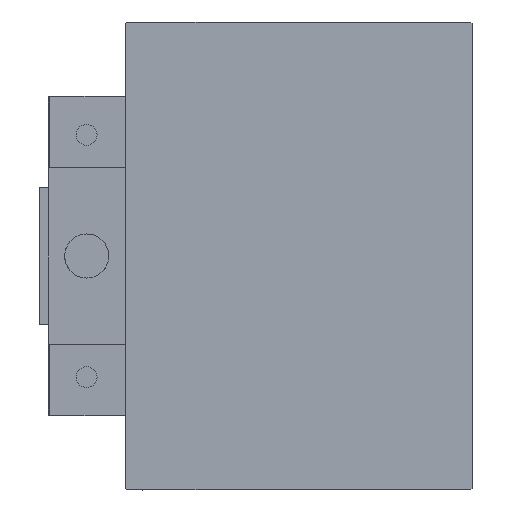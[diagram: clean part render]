
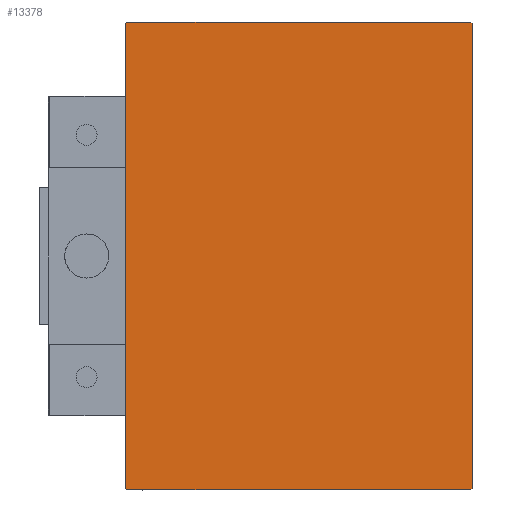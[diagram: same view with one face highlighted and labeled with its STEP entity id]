
A CAD part, left-side view. The second image highlights one B-rep face of the part: STEP entity #13378.
In plain terms, the highlighted face is planar.
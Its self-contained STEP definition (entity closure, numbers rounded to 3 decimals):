
#1040 = VERTEX_POINT ( 'NONE', #22269 ) ;
#2327 = CARTESIAN_POINT ( 'NONE',  ( 88., 31.2, 42.5 ) ) ;
#2436 = CARTESIAN_POINT ( 'NONE',  ( 88., -36.85, 36.85 ) ) ;
#2472 = CARTESIAN_POINT ( 'NONE',  ( 88., 31.5, -42.2 ) ) ;
#4019 = VERTEX_POINT ( 'NONE', #22105 ) ;
#4103 = VECTOR ( 'NONE', #22886, 1000. ) ;
#6543 = EDGE_CURVE ( 'NONE', #4019, #40713, #17447, .T. ) ;
#7261 = CARTESIAN_POINT ( 'NONE',  ( 88., 36.85, -36.85 ) ) ;
#7768 = ORIENTED_EDGE ( 'NONE', *, *, #10784, .T. ) ;
#9992 = EDGE_LOOP ( 'NONE', ( #39212, #25615, #7768, #37661, #42116, #39497, #14225, #26346 ) ) ;
#10202 = CARTESIAN_POINT ( 'NONE',  ( 88., 0., 0. ) ) ;
#10784 = EDGE_CURVE ( 'NONE', #34128, #4019, #28497, .T. ) ;
#11869 = DIRECTION ( 'NONE',  ( 0., 1., 0. ) ) ;
#13133 = EDGE_CURVE ( 'NONE', #24240, #45243, #37516, .T. ) ;
#13378 = ADVANCED_FACE ( 'NONE', ( #36201 ), #40485, .T. ) ;
#14225 = ORIENTED_EDGE ( 'NONE', *, *, #13133, .T. ) ;
#15652 = CARTESIAN_POINT ( 'NONE',  ( 88., -31.5, -42.5 ) ) ;
#17447 = LINE ( 'NONE', #48216, #36842 ) ;
#18738 = VERTEX_POINT ( 'NONE', #22026 ) ;
#20215 = VERTEX_POINT ( 'NONE', #20497 ) ;
#20497 = CARTESIAN_POINT ( 'NONE',  ( 88., 31.2, -42.5 ) ) ;
#20843 = DIRECTION ( 'NONE',  ( 1., 0., 0. ) ) ;
#21151 = DIRECTION ( 'NONE',  ( 0., 0.707, -0.707 ) ) ;
#22026 = CARTESIAN_POINT ( 'NONE',  ( 88., -31.2, -42.5 ) ) ;
#22105 = CARTESIAN_POINT ( 'NONE',  ( 88., 31.5, 42.2 ) ) ;
#22269 = CARTESIAN_POINT ( 'NONE',  ( 88., -31.2, 42.5 ) ) ;
#22474 = VECTOR ( 'NONE', #47782, 1000. ) ;
#22886 = DIRECTION ( 'NONE',  ( 0., 0., -1. ) ) ;
#24240 = VERTEX_POINT ( 'NONE', #34074 ) ;
#24672 = CARTESIAN_POINT ( 'NONE',  ( 88., -36.85, -36.85 ) ) ;
#25175 = CARTESIAN_POINT ( 'NONE',  ( 88., -31.5, -42.2 ) ) ;
#25615 = ORIENTED_EDGE ( 'NONE', *, *, #37513, .T. ) ;
#25873 = VECTOR ( 'NONE', #11869, 1000. ) ;
#25944 = DIRECTION ( 'NONE',  ( 0., 0.707, 0.707 ) ) ;
#26346 = ORIENTED_EDGE ( 'NONE', *, *, #49388, .T. ) ;
#26434 = VECTOR ( 'NONE', #25944, 1000. ) ;
#28497 = LINE ( 'NONE', #43870, #38916 ) ;
#28899 = VECTOR ( 'NONE', #36745, 1000. ) ;
#29087 = AXIS2_PLACEMENT_3D ( 'NONE', #10202, #20843, #40239 ) ;
#29362 = LINE ( 'NONE', #40974, #22474 ) ;
#30844 = EDGE_CURVE ( 'NONE', #18738, #20215, #46185, .T. ) ;
#34074 = CARTESIAN_POINT ( 'NONE',  ( 88., -31.5, 42.2 ) ) ;
#34128 = VERTEX_POINT ( 'NONE', #2472 ) ;
#36201 = FACE_OUTER_BOUND ( 'NONE', #9992, .T. ) ;
#36556 = DIRECTION ( 'NONE',  ( 0., 0., 1. ) ) ;
#36745 = DIRECTION ( 'NONE',  ( 0., -0.707, -0.707 ) ) ;
#36842 = VECTOR ( 'NONE', #40149, 1000. ) ;
#37513 = EDGE_CURVE ( 'NONE', #20215, #34128, #37789, .T. ) ;
#37516 = LINE ( 'NONE', #49366, #4103 ) ;
#37661 = ORIENTED_EDGE ( 'NONE', *, *, #6543, .T. ) ;
#37789 = LINE ( 'NONE', #7261, #26434 ) ;
#38905 = EDGE_CURVE ( 'NONE', #40713, #1040, #29362, .T. ) ;
#38916 = VECTOR ( 'NONE', #36556, 1000. ) ;
#39032 = EDGE_CURVE ( 'NONE', #1040, #24240, #44655, .T. ) ;
#39212 = ORIENTED_EDGE ( 'NONE', *, *, #30844, .T. ) ;
#39497 = ORIENTED_EDGE ( 'NONE', *, *, #39032, .T. ) ;
#40149 = DIRECTION ( 'NONE',  ( 0., -0.707, 0.707 ) ) ;
#40239 = DIRECTION ( 'NONE',  ( 0., 0., -1. ) ) ;
#40485 = PLANE ( 'NONE',  #29087 ) ;
#40713 = VERTEX_POINT ( 'NONE', #2327 ) ;
#40974 = CARTESIAN_POINT ( 'NONE',  ( 88., 31.5, 42.5 ) ) ;
#41633 = VECTOR ( 'NONE', #21151, 1000. ) ;
#42116 = ORIENTED_EDGE ( 'NONE', *, *, #38905, .T. ) ;
#43835 = LINE ( 'NONE', #24672, #41633 ) ;
#43870 = CARTESIAN_POINT ( 'NONE',  ( 88., 31.5, -42.5 ) ) ;
#44655 = LINE ( 'NONE', #2436, #28899 ) ;
#45243 = VERTEX_POINT ( 'NONE', #25175 ) ;
#46185 = LINE ( 'NONE', #15652, #25873 ) ;
#47782 = DIRECTION ( 'NONE',  ( 0., -1., 0. ) ) ;
#48216 = CARTESIAN_POINT ( 'NONE',  ( 88., 36.85, 36.85 ) ) ;
#49366 = CARTESIAN_POINT ( 'NONE',  ( 88., -31.5, 42.5 ) ) ;
#49388 = EDGE_CURVE ( 'NONE', #45243, #18738, #43835, .T. ) ;
